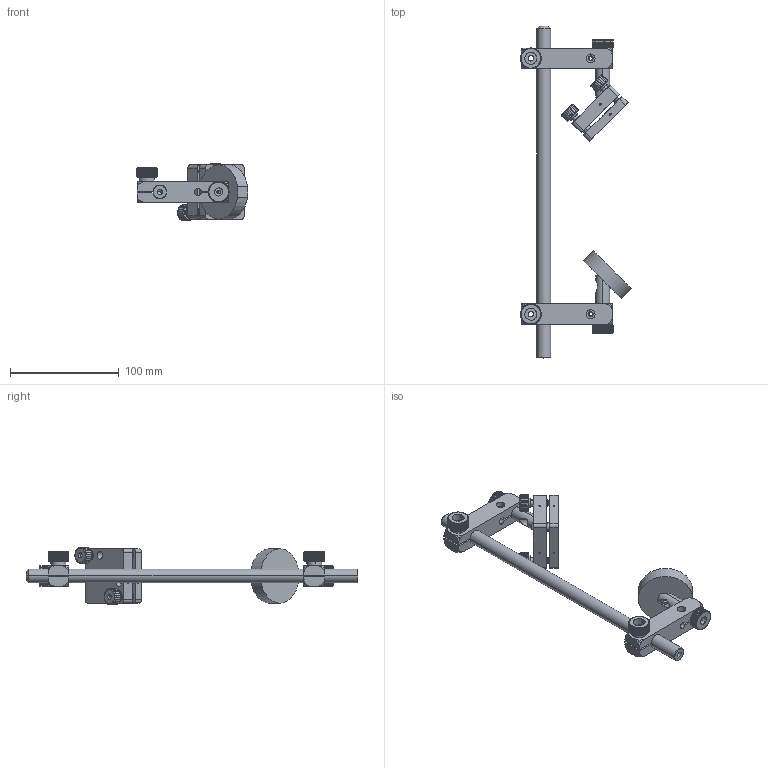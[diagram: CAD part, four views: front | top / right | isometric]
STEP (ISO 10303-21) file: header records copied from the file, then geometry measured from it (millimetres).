
FILE_DESCRIPTION (( 'STEP AP203' ), '1' );
FILE_NAME ('07BSD-1M.STEP', '2016-12-23T02:45:07', ( '' ), ( '' ), 'SwSTEP 2.0', 'SolidWorks 2016', '' );
FILE_SCHEMA (( 'CONFIG_CONTROL_DESIGN' ));
Length unit declared in the file: millimetre
Products named in the file (1): 07BSD-1M
Bounding box: 102 x 305 x 52.94 mm (x, y, z)
Volume: 171200.9 mm3; surface area: 69147.1 mm2
Topology: 24 solids, 24 shells, 1670 faces, 3848 edges, 2237 vertices
Faces by surface type: plane 586, cylinder 534, cone 502, sphere 40, torus 8
Entity records: 48376 total; most frequent: CARTESIAN_POINT 11960, ORIENTED_EDGE 7634, DIRECTION 7549, EDGE_CURVE 3817, AXIS2_PLACEMENT_3D 3171, VERTEX_POINT 2226, EDGE_LOOP 1767, ADVANCED_FACE 1670
